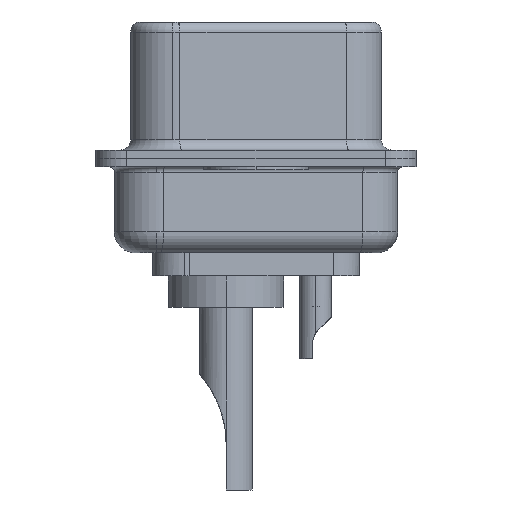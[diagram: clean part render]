
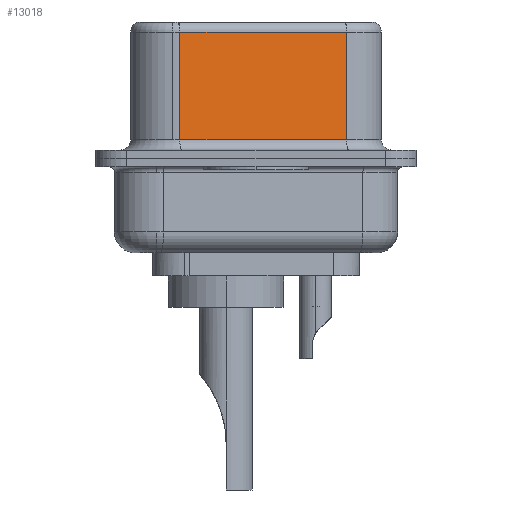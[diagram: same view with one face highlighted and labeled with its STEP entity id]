
A CAD part, left-side view. The second image highlights one B-rep face of the part: STEP entity #13018.
In plain terms, the highlighted planar face has unit normal (-0.985, -0.174, 0).
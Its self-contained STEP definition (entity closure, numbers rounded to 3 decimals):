
#868 = ORIENTED_EDGE ( 'NONE', *, *, #12219, .T. ) ;
#2246 = EDGE_CURVE ( 'NONE', #16866, #16239, #14416, .T. ) ;
#2785 = VECTOR ( 'NONE', #13205, 1000. ) ;
#2976 = LINE ( 'NONE', #14159, #13650 ) ;
#5012 = CARTESIAN_POINT ( 'NONE',  ( 3.73, 3.628, 6.52 ) ) ;
#5072 = DIRECTION ( 'NONE',  ( 0., 0., -1. ) ) ;
#5460 = EDGE_CURVE ( 'NONE', #15264, #16866, #17948, .T. ) ;
#5763 = VECTOR ( 'NONE', #11641, 1000. ) ;
#5948 = ORIENTED_EDGE ( 'NONE', *, *, #6598, .F. ) ;
#5985 = CARTESIAN_POINT ( 'NONE',  ( 3.73, 3.628, 0.9 ) ) ;
#6324 = VECTOR ( 'NONE', #11684, 1000. ) ;
#6335 = CARTESIAN_POINT ( 'NONE',  ( 5.132, -4.322, 6.02 ) ) ;
#6598 = EDGE_CURVE ( 'NONE', #15264, #12259, #2976, .T. ) ;
#6961 = AXIS2_PLACEMENT_3D ( 'NONE', #13923, #16961, #7855 ) ;
#7855 = DIRECTION ( 'NONE',  ( -0.174, 0.985, 0. ) ) ;
#9327 = CARTESIAN_POINT ( 'NONE',  ( 5.132, -4.322, 6.02 ) ) ;
#11641 = DIRECTION ( 'NONE',  ( 0.174, -0.985, 0. ) ) ;
#11684 = DIRECTION ( 'NONE',  ( 0., 0., -1. ) ) ;
#12219 = EDGE_CURVE ( 'NONE', #16239, #12259, #13835, .T. ) ;
#12259 = VERTEX_POINT ( 'NONE', #13622 ) ;
#12375 = ORIENTED_EDGE ( 'NONE', *, *, #5460, .T. ) ;
#12401 = PLANE ( 'NONE',  #6961 ) ;
#12605 = FACE_OUTER_BOUND ( 'NONE', #18697, .T. ) ;
#13018 = ADVANCED_FACE ( 'NONE', ( #12605 ), #12401, .F. ) ;
#13182 = CARTESIAN_POINT ( 'NONE',  ( 5.132, -4.322, 0.9 ) ) ;
#13205 = DIRECTION ( 'NONE',  ( -0.174, 0.985, 0. ) ) ;
#13622 = CARTESIAN_POINT ( 'NONE',  ( 5.132, -4.322, 0.9 ) ) ;
#13650 = VECTOR ( 'NONE', #5072, 1000. ) ;
#13835 = LINE ( 'NONE', #13182, #5763 ) ;
#13923 = CARTESIAN_POINT ( 'NONE',  ( 5.132, -4.322, 6.52 ) ) ;
#14159 = CARTESIAN_POINT ( 'NONE',  ( 5.132, -4.322, 6.52 ) ) ;
#14416 = LINE ( 'NONE', #5012, #6324 ) ;
#15264 = VERTEX_POINT ( 'NONE', #9327 ) ;
#16239 = VERTEX_POINT ( 'NONE', #5985 ) ;
#16866 = VERTEX_POINT ( 'NONE', #18625 ) ;
#16961 = DIRECTION ( 'NONE',  ( 0.985, 0.174, 0. ) ) ;
#17566 = ORIENTED_EDGE ( 'NONE', *, *, #2246, .T. ) ;
#17948 = LINE ( 'NONE', #6335, #2785 ) ;
#18625 = CARTESIAN_POINT ( 'NONE',  ( 3.73, 3.628, 6.02 ) ) ;
#18697 = EDGE_LOOP ( 'NONE', ( #5948, #12375, #17566, #868 ) ) ;
